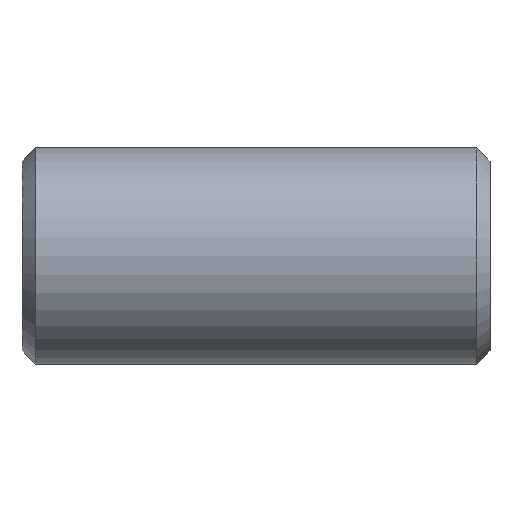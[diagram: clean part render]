
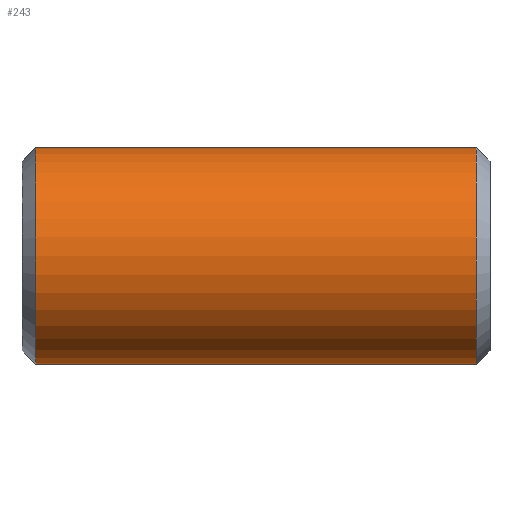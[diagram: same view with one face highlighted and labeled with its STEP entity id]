
A CAD part, top view. The second image highlights one B-rep face of the part: STEP entity #243.
In plain terms, the highlighted cylindrical face has radius 16 mm (diameter 32 mm), a partial arc.
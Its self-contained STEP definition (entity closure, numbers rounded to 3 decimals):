
#146=CARTESIAN_POINT('Vertex',(67.,-16.,0.)) ;
#153=CARTESIAN_POINT('Vertex',(67.,16.,0.)) ;
#173=CARTESIAN_POINT('Axis2P3D Location',(67.,0.,0.)) ;
#213=CARTESIAN_POINT('Axis2P3D Location',(34.5,0.,0.)) ;
#218=CARTESIAN_POINT('Line Origine',(34.5,-16.,0.)) ;
#222=CARTESIAN_POINT('Vertex',(2.,-16.,0.)) ;
#225=CARTESIAN_POINT('Line Origine',(34.5,16.,0.)) ;
#229=CARTESIAN_POINT('Vertex',(2.,16.,0.)) ;
#232=CARTESIAN_POINT('Axis2P3D Location',(2.,0.,0.)) ;
#174=DIRECTION('Axis2P3D Direction',(1.,-0.,0.)) ;
#214=DIRECTION('Axis2P3D Direction',(1.,0.,0.)) ;
#215=DIRECTION('Axis2P3D XDirection',(0.,1.,0.)) ;
#219=DIRECTION('Vector Direction',(1.,0.,0.)) ;
#226=DIRECTION('Vector Direction',(1.,0.,0.)) ;
#233=DIRECTION('Axis2P3D Direction',(1.,0.,0.)) ;
#175=AXIS2_PLACEMENT_3D('Circle Axis2P3D',#173,#174,$) ;
#216=AXIS2_PLACEMENT_3D('Cylinder Axis2P3D',#213,#214,#215) ;
#234=AXIS2_PLACEMENT_3D('Circle Axis2P3D',#232,#233,$) ;
#238=ORIENTED_EDGE('',*,*,#224,.T.) ;
#239=ORIENTED_EDGE('',*,*,#177,.F.) ;
#240=ORIENTED_EDGE('',*,*,#231,.F.) ;
#241=ORIENTED_EDGE('',*,*,#236,.T.) ;
#220=VECTOR('Line Direction',#219,1.) ;
#227=VECTOR('Line Direction',#226,1.) ;
#243=ADVANCED_FACE('PartBody',(#242),#217,.T.) ;
#176=CIRCLE('generated circle',#175,16.) ;
#235=CIRCLE('generated circle',#234,16.) ;
#217=CYLINDRICAL_SURFACE('generated cylinder',#216,16.) ;
#177=EDGE_CURVE('',#154,#147,#176,.T.) ;
#224=EDGE_CURVE('',#223,#147,#221,.T.) ;
#231=EDGE_CURVE('',#230,#154,#228,.T.) ;
#236=EDGE_CURVE('',#230,#223,#235,.T.) ;
#237=EDGE_LOOP('',(#238,#239,#240,#241)) ;
#242=FACE_OUTER_BOUND('',#237,.T.) ;
#221=LINE('Line',#218,#220) ;
#228=LINE('Line',#225,#227) ;
#147=VERTEX_POINT('',#146) ;
#154=VERTEX_POINT('',#153) ;
#223=VERTEX_POINT('',#222) ;
#230=VERTEX_POINT('',#229) ;
